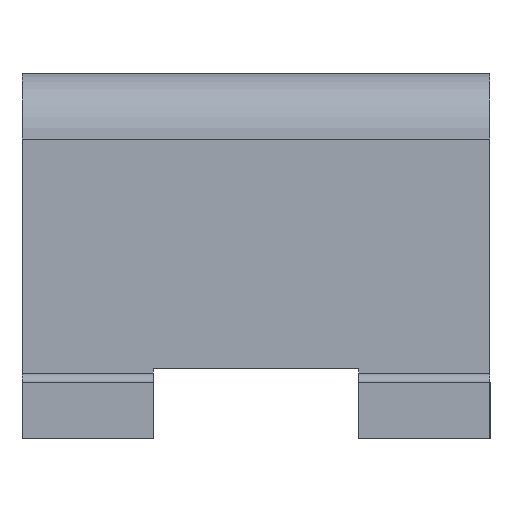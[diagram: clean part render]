
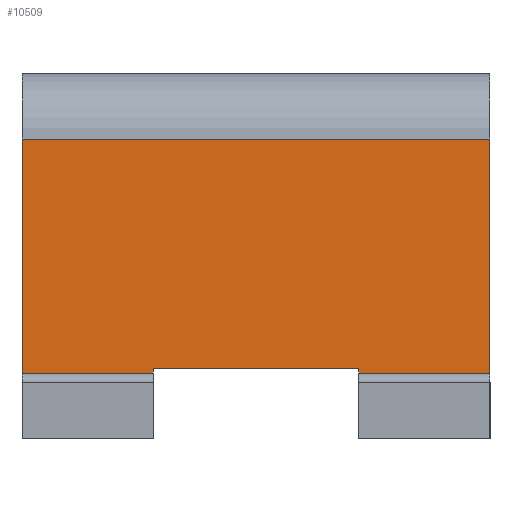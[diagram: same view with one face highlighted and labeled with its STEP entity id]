
A CAD part, left-side view. The second image highlights one B-rep face of the part: STEP entity #10509.
In plain terms, the highlighted planar face has unit normal (-1, 0, 0).
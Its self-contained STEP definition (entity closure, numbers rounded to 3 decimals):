
#94 = LINE ( 'NONE', #15712, #10893 ) ;
#376 = DIRECTION ( 'NONE',  ( 0., 0., -1. ) ) ;
#891 = AXIS2_PLACEMENT_3D ( 'NONE', #13264, #4305, #7435 ) ;
#1355 = CARTESIAN_POINT ( 'NONE',  ( -5.4, -5., -5.2 ) ) ;
#1402 = VERTEX_POINT ( 'NONE', #13780 ) ;
#1416 = DIRECTION ( 'NONE',  ( 0., 0., -1. ) ) ;
#1486 = ORIENTED_EDGE ( 'NONE', *, *, #6118, .F. ) ;
#2230 = CARTESIAN_POINT ( 'NONE',  ( -5.4, -5., -0.2 ) ) ;
#2903 = VECTOR ( 'NONE', #376, 1000. ) ;
#3195 = EDGE_LOOP ( 'NONE', ( #16260, #16372, #11409, #4439, #9766, #1486, #8289, #16817 ) ) ;
#3197 = EDGE_CURVE ( 'NONE', #4506, #16397, #7437, .T. ) ;
#3351 = DIRECTION ( 'NONE',  ( 0., 0., 1. ) ) ;
#4067 = LINE ( 'NONE', #11432, #6563 ) ;
#4244 = DIRECTION ( 'NONE',  ( 0., -1., 0. ) ) ;
#4305 = DIRECTION ( 'NONE',  ( 1., 0., 0. ) ) ;
#4439 = ORIENTED_EDGE ( 'NONE', *, *, #9480, .T. ) ;
#4444 = LINE ( 'NONE', #14739, #11750 ) ;
#4506 = VERTEX_POINT ( 'NONE', #8246 ) ;
#5027 = CARTESIAN_POINT ( 'NONE',  ( -5.4, 5., -5.1 ) ) ;
#6118 = EDGE_CURVE ( 'NONE', #6660, #13930, #94, .T. ) ;
#6223 = LINE ( 'NONE', #7668, #14558 ) ;
#6563 = VECTOR ( 'NONE', #4244, 1000. ) ;
#6660 = VERTEX_POINT ( 'NONE', #2230 ) ;
#6853 = CARTESIAN_POINT ( 'NONE',  ( -5.4, 5., -5.2 ) ) ;
#6949 = CARTESIAN_POINT ( 'NONE',  ( -5.4, -2.2, -5.2 ) ) ;
#7214 = CARTESIAN_POINT ( 'NONE',  ( -5.4, 5., -5.2 ) ) ;
#7435 = DIRECTION ( 'NONE',  ( 0., 1., 0. ) ) ;
#7437 = LINE ( 'NONE', #10605, #14298 ) ;
#7447 = DIRECTION ( 'NONE',  ( 0., 1., 0. ) ) ;
#7668 = CARTESIAN_POINT ( 'NONE',  ( -5.4, 5., 1.2 ) ) ;
#7891 = LINE ( 'NONE', #18199, #2903 ) ;
#8091 = LINE ( 'NONE', #5027, #11108 ) ;
#8102 = LINE ( 'NONE', #6853, #18822 ) ;
#8246 = CARTESIAN_POINT ( 'NONE',  ( -5.4, 2.2, -5.2 ) ) ;
#8289 = ORIENTED_EDGE ( 'NONE', *, *, #8669, .T. ) ;
#8429 = EDGE_CURVE ( 'NONE', #1402, #16397, #8091, .T. ) ;
#8669 = EDGE_CURVE ( 'NONE', #6660, #18587, #4444, .T. ) ;
#9480 = EDGE_CURVE ( 'NONE', #1402, #9888, #7891, .T. ) ;
#9766 = ORIENTED_EDGE ( 'NONE', *, *, #18729, .T. ) ;
#9888 = VERTEX_POINT ( 'NONE', #6949 ) ;
#10509 = ADVANCED_FACE ( 'NONE', ( #12368 ), #15747, .F. ) ;
#10605 = CARTESIAN_POINT ( 'NONE',  ( -5.4, 2.2, 1.2 ) ) ;
#10859 = EDGE_CURVE ( 'NONE', #15166, #4506, #8102, .T. ) ;
#10893 = VECTOR ( 'NONE', #1416, 1000. ) ;
#11108 = VECTOR ( 'NONE', #7447, 1000. ) ;
#11396 = EDGE_CURVE ( 'NONE', #18587, #15166, #6223, .T. ) ;
#11409 = ORIENTED_EDGE ( 'NONE', *, *, #8429, .F. ) ;
#11432 = CARTESIAN_POINT ( 'NONE',  ( -5.4, 5., -5.2 ) ) ;
#11750 = VECTOR ( 'NONE', #14465, 1000. ) ;
#12090 = DIRECTION ( 'NONE',  ( 0., 0., -1. ) ) ;
#12368 = FACE_OUTER_BOUND ( 'NONE', #3195, .T. ) ;
#13264 = CARTESIAN_POINT ( 'NONE',  ( -5.4, 5., 1.2 ) ) ;
#13507 = CARTESIAN_POINT ( 'NONE',  ( -5.4, 5., -0.2 ) ) ;
#13780 = CARTESIAN_POINT ( 'NONE',  ( -5.4, -2.2, -5.1 ) ) ;
#13930 = VERTEX_POINT ( 'NONE', #1355 ) ;
#14298 = VECTOR ( 'NONE', #3351, 1000. ) ;
#14465 = DIRECTION ( 'NONE',  ( 0., 1., 0. ) ) ;
#14558 = VECTOR ( 'NONE', #12090, 1000. ) ;
#14739 = CARTESIAN_POINT ( 'NONE',  ( -5.4, 5., -0.2 ) ) ;
#15166 = VERTEX_POINT ( 'NONE', #7214 ) ;
#15712 = CARTESIAN_POINT ( 'NONE',  ( -5.4, -5., 1.2 ) ) ;
#15747 = PLANE ( 'NONE',  #891 ) ;
#16260 = ORIENTED_EDGE ( 'NONE', *, *, #10859, .T. ) ;
#16372 = ORIENTED_EDGE ( 'NONE', *, *, #3197, .T. ) ;
#16397 = VERTEX_POINT ( 'NONE', #16731 ) ;
#16731 = CARTESIAN_POINT ( 'NONE',  ( -5.4, 2.2, -5.1 ) ) ;
#16817 = ORIENTED_EDGE ( 'NONE', *, *, #11396, .T. ) ;
#16985 = DIRECTION ( 'NONE',  ( 0., -1., 0. ) ) ;
#18199 = CARTESIAN_POINT ( 'NONE',  ( -5.4, -2.2, 1.2 ) ) ;
#18587 = VERTEX_POINT ( 'NONE', #13507 ) ;
#18729 = EDGE_CURVE ( 'NONE', #9888, #13930, #4067, .T. ) ;
#18822 = VECTOR ( 'NONE', #16985, 1000. ) ;
